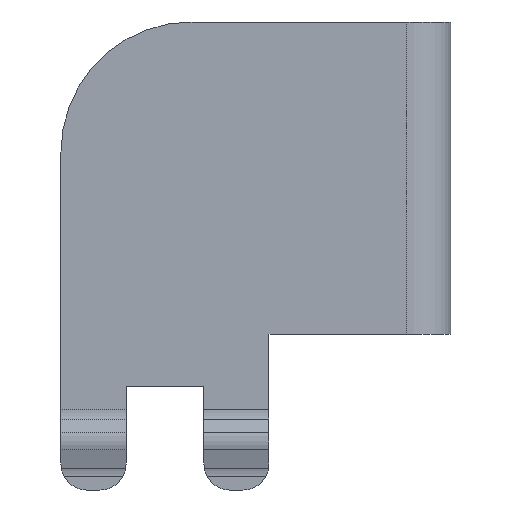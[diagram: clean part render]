
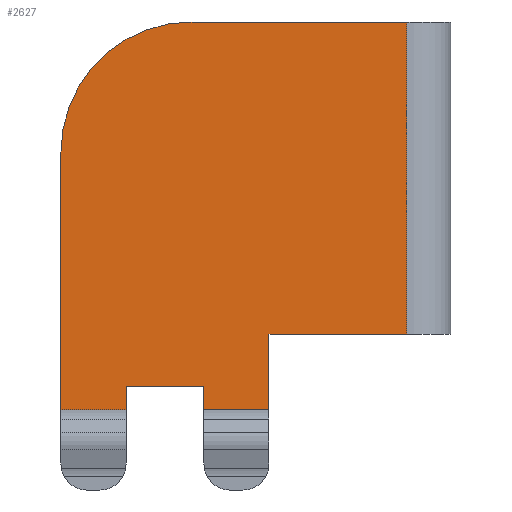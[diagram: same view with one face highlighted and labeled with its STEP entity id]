
A CAD part, left-side view. The second image highlights one B-rep face of the part: STEP entity #2627.
In plain terms, the highlighted planar face has unit normal (-1, 0, 0).
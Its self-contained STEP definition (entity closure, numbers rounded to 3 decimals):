
#341 = CARTESIAN_POINT ( 'NONE',  ( -6.1, 11.3, -2.904 ) ) ;
#530 = VECTOR ( 'NONE', #4245, 1000. ) ;
#600 = VECTOR ( 'NONE', #2882, 1000. ) ;
#840 = ORIENTED_EDGE ( 'NONE', *, *, #6165, .F. ) ;
#854 = ORIENTED_EDGE ( 'NONE', *, *, #15211, .F. ) ;
#1051 = VERTEX_POINT ( 'NONE', #4388 ) ;
#1099 = VERTEX_POINT ( 'NONE', #9661 ) ;
#1316 = CARTESIAN_POINT ( 'NONE',  ( -6.1, 13.8, 12. ) ) ;
#1371 = DIRECTION ( 'NONE',  ( 0., 0., 1. ) ) ;
#2026 = CARTESIAN_POINT ( 'NONE',  ( -6.1, 13.8, 7. ) ) ;
#2322 = DIRECTION ( 'NONE',  ( -1., 0., 0. ) ) ;
#2627 = ADVANCED_FACE ( 'NONE', ( #16220 ), #10737, .T. ) ;
#2882 = DIRECTION ( 'NONE',  ( 0., 0., -1. ) ) ;
#3116 = VERTEX_POINT ( 'NONE', #6441 ) ;
#3256 = VERTEX_POINT ( 'NONE', #341 ) ;
#3271 = CARTESIAN_POINT ( 'NONE',  ( -6.1, 0.5, 0. ) ) ;
#3636 = EDGE_CURVE ( 'NONE', #1099, #15679, #7374, .T. ) ;
#3769 = CARTESIAN_POINT ( 'NONE',  ( -6.1, 8.8, 7. ) ) ;
#3776 = AXIS2_PLACEMENT_3D ( 'NONE', #3769, #2322, #6380 ) ;
#4040 = EDGE_CURVE ( 'NONE', #6648, #3256, #7329, .T. ) ;
#4126 = DIRECTION ( 'NONE',  ( -1., 0., 0. ) ) ;
#4176 = DIRECTION ( 'NONE',  ( 0., 1., 0. ) ) ;
#4182 = LINE ( 'NONE', #5165, #9039 ) ;
#4240 = EDGE_CURVE ( 'NONE', #1099, #1051, #12443, .T. ) ;
#4245 = DIRECTION ( 'NONE',  ( 0., -1., 0. ) ) ;
#4342 = LINE ( 'NONE', #9711, #4812 ) ;
#4388 = CARTESIAN_POINT ( 'NONE',  ( -6.1, 0.5, 0. ) ) ;
#4490 = DIRECTION ( 'NONE',  ( 0., 1., 0. ) ) ;
#4499 = ORIENTED_EDGE ( 'NONE', *, *, #13343, .T. ) ;
#4742 = CARTESIAN_POINT ( 'NONE',  ( -6.1, 0.5, 12. ) ) ;
#4812 = VECTOR ( 'NONE', #4176, 1000. ) ;
#4886 = EDGE_CURVE ( 'NONE', #3116, #16773, #14975, .T. ) ;
#5165 = CARTESIAN_POINT ( 'NONE',  ( -6.1, 11.3, -2.904 ) ) ;
#5182 = EDGE_CURVE ( 'NONE', #15679, #15761, #11370, .T. ) ;
#5505 = CARTESIAN_POINT ( 'NONE',  ( -6.1, 8.3, 0. ) ) ;
#5740 = ORIENTED_EDGE ( 'NONE', *, *, #7550, .F. ) ;
#5822 = DIRECTION ( 'NONE',  ( 0., 0., -1. ) ) ;
#5883 = CARTESIAN_POINT ( 'NONE',  ( -6.1, 0.5, 12. ) ) ;
#5972 = VECTOR ( 'NONE', #16450, 1000. ) ;
#6165 = EDGE_CURVE ( 'NONE', #8283, #16773, #4342, .T. ) ;
#6380 = DIRECTION ( 'NONE',  ( 0., 0., 1. ) ) ;
#6441 = CARTESIAN_POINT ( 'NONE',  ( -6.1, 8.3, -2. ) ) ;
#6530 = VECTOR ( 'NONE', #7124, 1000. ) ;
#6648 = VERTEX_POINT ( 'NONE', #14241 ) ;
#7124 = DIRECTION ( 'NONE',  ( 0., 0., -1. ) ) ;
#7313 = ORIENTED_EDGE ( 'NONE', *, *, #4240, .F. ) ;
#7329 = LINE ( 'NONE', #16702, #10547 ) ;
#7374 = LINE ( 'NONE', #4742, #14832 ) ;
#7550 = EDGE_CURVE ( 'NONE', #1051, #13469, #12363, .T. ) ;
#8014 = LINE ( 'NONE', #9674, #600 ) ;
#8283 = VERTEX_POINT ( 'NONE', #17061 ) ;
#9039 = VECTOR ( 'NONE', #9461, 1000. ) ;
#9447 = ORIENTED_EDGE ( 'NONE', *, *, #11024, .T. ) ;
#9461 = DIRECTION ( 'NONE',  ( 0., 1., 0. ) ) ;
#9661 = CARTESIAN_POINT ( 'NONE',  ( -6.1, 0.5, 12. ) ) ;
#9666 = ORIENTED_EDGE ( 'NONE', *, *, #4040, .F. ) ;
#9674 = CARTESIAN_POINT ( 'NONE',  ( -6.1, 5.8, 0. ) ) ;
#9711 = CARTESIAN_POINT ( 'NONE',  ( -6.1, 5.8, -2.904 ) ) ;
#9715 = VECTOR ( 'NONE', #10937, 1000. ) ;
#10104 = DIRECTION ( 'NONE',  ( 0., 1., 0. ) ) ;
#10142 = CARTESIAN_POINT ( 'NONE',  ( -6.1, 5.8, 0. ) ) ;
#10547 = VECTOR ( 'NONE', #5822, 1000. ) ;
#10737 = PLANE ( 'NONE',  #17438 ) ;
#10753 = CARTESIAN_POINT ( 'NONE',  ( -6.1, 13.8, -2.904 ) ) ;
#10835 = ORIENTED_EDGE ( 'NONE', *, *, #4886, .T. ) ;
#10937 = DIRECTION ( 'NONE',  ( 0., 0., -1. ) ) ;
#11024 = EDGE_CURVE ( 'NONE', #15761, #17242, #16160, .T. ) ;
#11214 = CARTESIAN_POINT ( 'NONE',  ( -6.1, 8.3, -2. ) ) ;
#11216 = CARTESIAN_POINT ( 'NONE',  ( -6.1, 8.8, 12. ) ) ;
#11370 = CIRCLE ( 'NONE', #3776, 5. ) ;
#11806 = ORIENTED_EDGE ( 'NONE', *, *, #14794, .F. ) ;
#12363 = LINE ( 'NONE', #3271, #12441 ) ;
#12441 = VECTOR ( 'NONE', #4490, 1000. ) ;
#12443 = LINE ( 'NONE', #5883, #6530 ) ;
#13041 = EDGE_LOOP ( 'NONE', ( #16660, #14818, #9447, #854, #9666, #4499, #10835, #840, #11806, #5740, #7313 ) ) ;
#13343 = EDGE_CURVE ( 'NONE', #6648, #3116, #13975, .T. ) ;
#13469 = VERTEX_POINT ( 'NONE', #10142 ) ;
#13504 = CARTESIAN_POINT ( 'NONE',  ( -6.1, 0.5, 12. ) ) ;
#13975 = LINE ( 'NONE', #11214, #530 ) ;
#14241 = CARTESIAN_POINT ( 'NONE',  ( -6.1, 11.3, -2. ) ) ;
#14367 = CARTESIAN_POINT ( 'NONE',  ( -6.1, 8.3, -2.904 ) ) ;
#14794 = EDGE_CURVE ( 'NONE', #13469, #8283, #8014, .T. ) ;
#14818 = ORIENTED_EDGE ( 'NONE', *, *, #5182, .T. ) ;
#14832 = VECTOR ( 'NONE', #10104, 1000. ) ;
#14975 = LINE ( 'NONE', #5505, #5972 ) ;
#15211 = EDGE_CURVE ( 'NONE', #3256, #17242, #4182, .T. ) ;
#15679 = VERTEX_POINT ( 'NONE', #11216 ) ;
#15761 = VERTEX_POINT ( 'NONE', #2026 ) ;
#16160 = LINE ( 'NONE', #1316, #9715 ) ;
#16220 = FACE_OUTER_BOUND ( 'NONE', #13041, .T. ) ;
#16450 = DIRECTION ( 'NONE',  ( 0., 0., -1. ) ) ;
#16660 = ORIENTED_EDGE ( 'NONE', *, *, #3636, .T. ) ;
#16702 = CARTESIAN_POINT ( 'NONE',  ( -6.1, 11.3, 0. ) ) ;
#16773 = VERTEX_POINT ( 'NONE', #14367 ) ;
#17061 = CARTESIAN_POINT ( 'NONE',  ( -6.1, 5.8, -2.904 ) ) ;
#17242 = VERTEX_POINT ( 'NONE', #10753 ) ;
#17438 = AXIS2_PLACEMENT_3D ( 'NONE', #13504, #4126, #1371 ) ;
